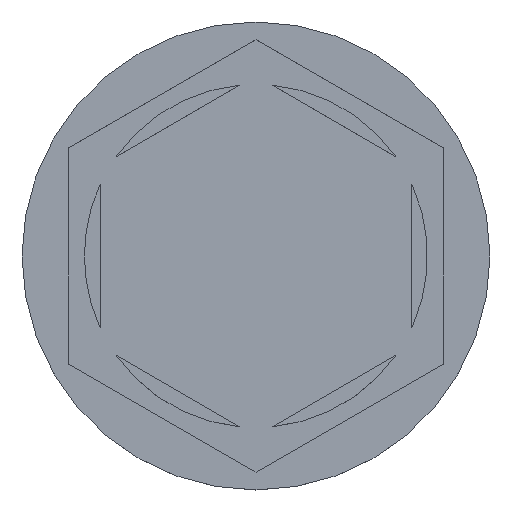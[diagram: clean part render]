
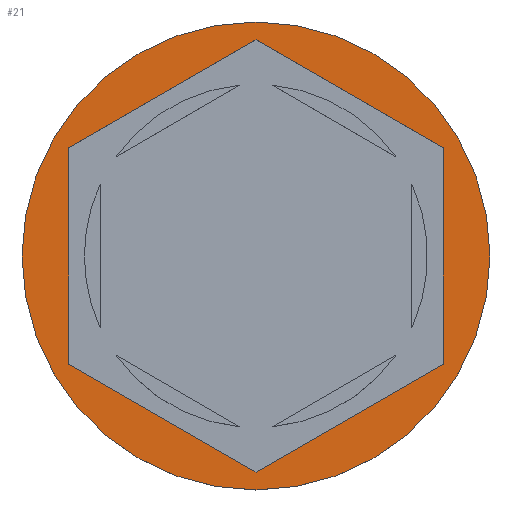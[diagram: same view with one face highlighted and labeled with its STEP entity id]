
A CAD part, top view. The second image highlights one B-rep face of the part: STEP entity #21.
In plain terms, the highlighted planar face has unit normal (0, 0, 1).
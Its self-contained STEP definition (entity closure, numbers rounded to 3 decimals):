
#12 = ORIENTED_EDGE ( 'NONE', *, *, #1831, .T. ) ;
#21 = ADVANCED_FACE ( 'NONE', ( #2288, #394 ), #595, .T. ) ;
#26 = VECTOR ( 'NONE', #2008, 1000. ) ;
#55 = VERTEX_POINT ( 'NONE', #557 ) ;
#189 = EDGE_CURVE ( 'NONE', #55, #318, #2393, .T. ) ;
#212 = AXIS2_PLACEMENT_3D ( 'NONE', #1244, #228, #1782 ) ;
#228 = DIRECTION ( 'NONE',  ( 0., 0., 1. ) ) ;
#239 = EDGE_CURVE ( 'NONE', #955, #1678, #867, .T. ) ;
#285 = CARTESIAN_POINT ( 'NONE',  ( -6., 3.464, 0. ) ) ;
#318 = VERTEX_POINT ( 'NONE', #1084 ) ;
#357 = CARTESIAN_POINT ( 'NONE',  ( -7.5, 0., 0. ) ) ;
#382 = DIRECTION ( 'NONE',  ( 1., 0., 0. ) ) ;
#394 = FACE_OUTER_BOUND ( 'NONE', #1354, .T. ) ;
#423 = EDGE_CURVE ( 'NONE', #762, #55, #1292, .T. ) ;
#451 = DIRECTION ( 'NONE',  ( -0.866, -0.5, 0. ) ) ;
#470 = VECTOR ( 'NONE', #1621, 1000. ) ;
#485 = VERTEX_POINT ( 'NONE', #357 ) ;
#557 = CARTESIAN_POINT ( 'NONE',  ( 6., 3.464, 0. ) ) ;
#595 = PLANE ( 'NONE',  #1080 ) ;
#693 = LINE ( 'NONE', #2412, #1385 ) ;
#704 = VECTOR ( 'NONE', #451, 1000. ) ;
#709 = DIRECTION ( 'NONE',  ( 0., 1., 0. ) ) ;
#754 = EDGE_LOOP ( 'NONE', ( #1133, #1238, #1689, #2494, #2461, #2388 ) ) ;
#762 = VERTEX_POINT ( 'NONE', #1619 ) ;
#794 = AXIS2_PLACEMENT_3D ( 'NONE', #963, #1950, #382 ) ;
#828 = CARTESIAN_POINT ( 'NONE',  ( 6., 3.464, 0. ) ) ;
#867 = LINE ( 'NONE', #1187, #26 ) ;
#926 = VERTEX_POINT ( 'NONE', #1836 ) ;
#930 = ORIENTED_EDGE ( 'NONE', *, *, #1076, .T. ) ;
#937 = DIRECTION ( 'NONE',  ( 1., 0., 0. ) ) ;
#955 = VERTEX_POINT ( 'NONE', #1128 ) ;
#963 = CARTESIAN_POINT ( 'NONE',  ( 0., 0., 0. ) ) ;
#1014 = CARTESIAN_POINT ( 'NONE',  ( 0., -6.928, 0. ) ) ;
#1067 = DIRECTION ( 'NONE',  ( 0., -1., 0. ) ) ;
#1076 = EDGE_CURVE ( 'NONE', #1290, #485, #1115, .T. ) ;
#1080 = AXIS2_PLACEMENT_3D ( 'NONE', #1554, #1897, #937 ) ;
#1084 = CARTESIAN_POINT ( 'NONE',  ( 0., 6.928, 0. ) ) ;
#1115 = CIRCLE ( 'NONE', #794, 7.5 ) ;
#1128 = CARTESIAN_POINT ( 'NONE',  ( -6., -3.464, 0. ) ) ;
#1133 = ORIENTED_EDGE ( 'NONE', *, *, #189, .F. ) ;
#1187 = CARTESIAN_POINT ( 'NONE',  ( -6., -3.464, 0. ) ) ;
#1219 = CARTESIAN_POINT ( 'NONE',  ( 7.5, 0., 0. ) ) ;
#1222 = VECTOR ( 'NONE', #1067, 1000. ) ;
#1238 = ORIENTED_EDGE ( 'NONE', *, *, #423, .F. ) ;
#1244 = CARTESIAN_POINT ( 'NONE',  ( 0., 0., 0. ) ) ;
#1290 = VERTEX_POINT ( 'NONE', #1219 ) ;
#1292 = LINE ( 'NONE', #1492, #2120 ) ;
#1354 = EDGE_LOOP ( 'NONE', ( #930, #12 ) ) ;
#1385 = VECTOR ( 'NONE', #1462, 1000. ) ;
#1462 = DIRECTION ( 'NONE',  ( 0.866, 0.5, 0. ) ) ;
#1492 = CARTESIAN_POINT ( 'NONE',  ( 6., -3.464, 0. ) ) ;
#1554 = CARTESIAN_POINT ( 'NONE',  ( 0., 0., 0. ) ) ;
#1614 = LINE ( 'NONE', #2182, #704 ) ;
#1619 = CARTESIAN_POINT ( 'NONE',  ( 6., -3.464, 0. ) ) ;
#1621 = DIRECTION ( 'NONE',  ( -0.866, 0.5, 0. ) ) ;
#1648 = EDGE_CURVE ( 'NONE', #926, #955, #2019, .T. ) ;
#1678 = VERTEX_POINT ( 'NONE', #1014 ) ;
#1689 = ORIENTED_EDGE ( 'NONE', *, *, #2420, .F. ) ;
#1782 = DIRECTION ( 'NONE',  ( 1., 0., 0. ) ) ;
#1831 = EDGE_CURVE ( 'NONE', #485, #1290, #2303, .T. ) ;
#1836 = CARTESIAN_POINT ( 'NONE',  ( -6., 3.464, 0. ) ) ;
#1897 = DIRECTION ( 'NONE',  ( 0., 0., 1. ) ) ;
#1950 = DIRECTION ( 'NONE',  ( 0., 0., 1. ) ) ;
#2008 = DIRECTION ( 'NONE',  ( 0.866, -0.5, 0. ) ) ;
#2019 = LINE ( 'NONE', #285, #1222 ) ;
#2120 = VECTOR ( 'NONE', #709, 1000. ) ;
#2182 = CARTESIAN_POINT ( 'NONE',  ( 0., 6.928, 0. ) ) ;
#2288 = FACE_BOUND ( 'NONE', #754, .T. ) ;
#2299 = EDGE_CURVE ( 'NONE', #318, #926, #1614, .T. ) ;
#2303 = CIRCLE ( 'NONE', #212, 7.5 ) ;
#2388 = ORIENTED_EDGE ( 'NONE', *, *, #2299, .F. ) ;
#2393 = LINE ( 'NONE', #828, #470 ) ;
#2412 = CARTESIAN_POINT ( 'NONE',  ( 0., -6.928, 0. ) ) ;
#2420 = EDGE_CURVE ( 'NONE', #1678, #762, #693, .T. ) ;
#2461 = ORIENTED_EDGE ( 'NONE', *, *, #1648, .F. ) ;
#2494 = ORIENTED_EDGE ( 'NONE', *, *, #239, .F. ) ;
